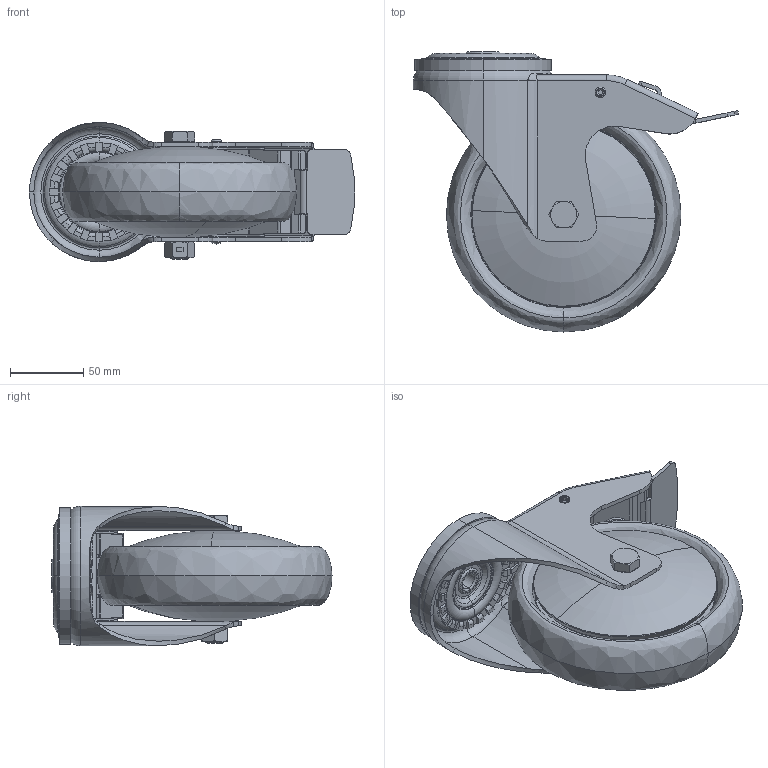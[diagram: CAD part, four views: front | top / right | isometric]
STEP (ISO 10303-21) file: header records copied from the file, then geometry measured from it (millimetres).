
FILE_DESCRIPTION (( 'STEP AP214' ), '1' );
FILE_NAME ('0055751.step', '2023-09-29T07:42:03', ( '' ), ( '' ), 'SwSTEP 2.0', 'SolidWorks 2020', '' );
FILE_SCHEMA (( 'AUTOMOTIVE_DESIGN' ));
Length unit declared in the file: millimetre
Products named in the file (1): 0055751
Bounding box: 221.77 x 191 x 95 mm (x, y, z)
Volume: 644143.6 mm3; surface area: 320562.1 mm2
Topology: 23 solids, 24 shells, 1264 faces, 3103 edges, 1891 vertices
Faces by surface type: plane 449, cylinder 320, torus 259, cone 133, bspline 65, sphere 38
Entity records: 58204 total; most frequent: CARTESIAN_POINT 14308, DIRECTION 6548, ORIENTED_EDGE 6110, EDGE_CURVE 3055, AXIS2_PLACEMENT_3D 2659, VERTEX_POINT 1867, CIRCLE 1459, EDGE_LOOP 1338
